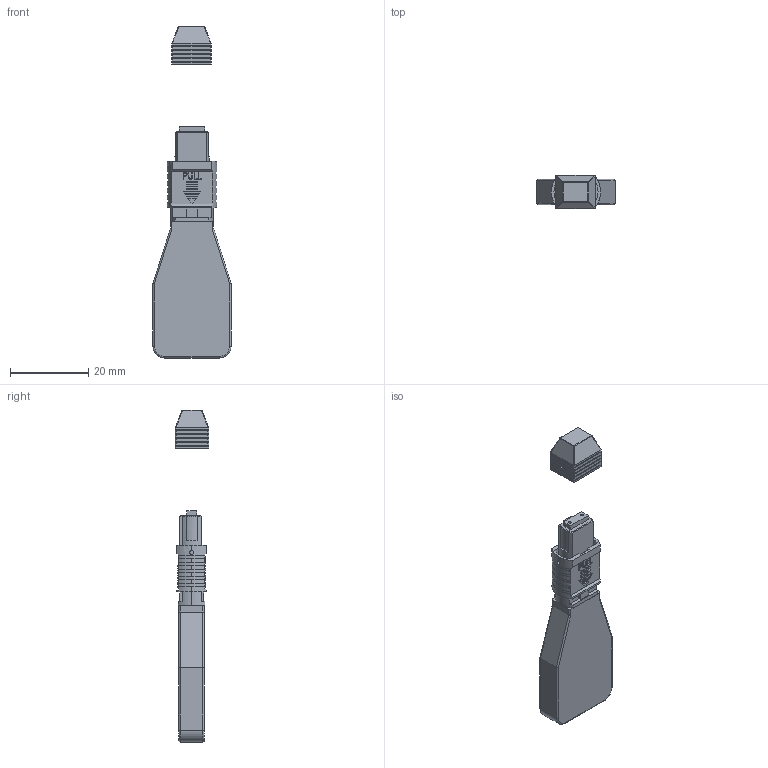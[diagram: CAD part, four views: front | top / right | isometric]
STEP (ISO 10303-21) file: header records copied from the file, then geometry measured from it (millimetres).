
FILE_DESCRIPTION (( 'STEP AP214' ), '1' );
FILE_NAME ('FOL-AT-MPF12SM_3D.STEP', '2021-05-25T14:56:50', ( '' ), ( '' ), 'SwSTEP 2.0', 'SolidWorks 2020', '' );
FILE_SCHEMA (( 'AUTOMOTIVE_DESIGN' ));
Length unit declared in the file: inch
Products named in the file (4): FOL-AT-MPF12SM_3D; H01-MPO; DUSTCAP; H01-MPO-MA2
Assembly tree (3 placements, depth 2):
  FOL-AT-MPF12SM_3D
    H01-MPO
    H01-MPO-MA2
    DUSTCAP
Bounding box: 20 x 8.51 x 84.93 mm (x, y, z)
Volume: 5868.1 mm3; surface area: 3886.5 mm2
Topology: 3 solids, 11 shells, 482 faces, 1219 edges, 798 vertices
Faces by surface type: plane 319, cylinder 120, bspline 28, cone 7, torus 4, sphere 4
Entity records: 17394 total; most frequent: CARTESIAN_POINT 4319, ORIENTED_EDGE 2438, DIRECTION 2267, EDGE_CURVE 1219, VECTOR 887, LINE 887, VERTEX_POINT 798, AXIS2_PLACEMENT_3D 690
